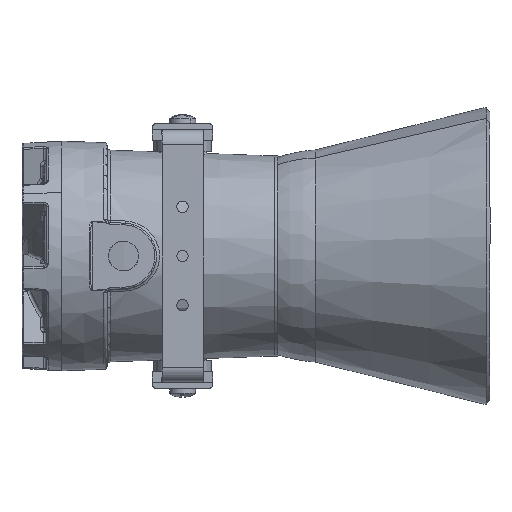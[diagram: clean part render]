
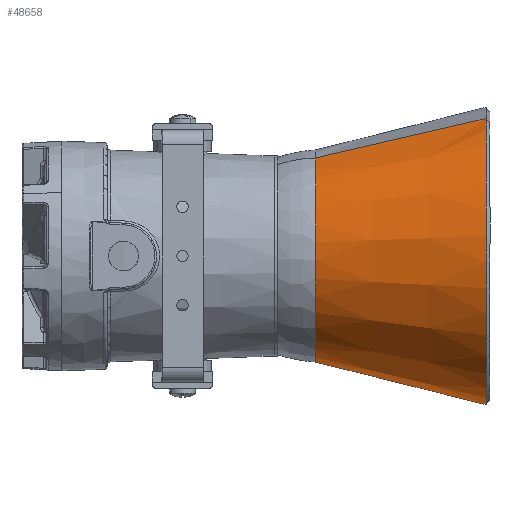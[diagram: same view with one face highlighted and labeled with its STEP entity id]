
A CAD part, front view. The second image highlights one B-rep face of the part: STEP entity #48658.
In plain terms, the highlighted conical face has half-angle 14.048 degrees and reference radius 90.695 mm.
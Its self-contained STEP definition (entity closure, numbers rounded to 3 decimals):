
#2752 = VERTEX_POINT ( 'NONE', #3730 ) ;
#3730 = CARTESIAN_POINT ( 'NONE',  ( -19.019, -64.686, 0. ) ) ;
#6032 = ORIENTED_EDGE ( 'NONE', *, *, #21156, .F. ) ;
#7447 = LINE ( 'NONE', #59349, #24723 ) ;
#7704 = ORIENTED_EDGE ( 'NONE', *, *, #57926, .F. ) ;
#7887 = VECTOR ( 'NONE', #41425, 1000. ) ;
#8448 = CARTESIAN_POINT ( 'NONE',  ( -122.967, 90.695, 0. ) ) ;
#10825 = FACE_OUTER_BOUND ( 'NONE', #24233, .T. ) ;
#13893 = CIRCLE ( 'NONE', #54586, 64.686 ) ;
#15726 = DIRECTION ( 'NONE',  ( -0.97, -0.243, 0. ) ) ;
#16850 = DIRECTION ( 'NONE',  ( 0., -1., 0. ) ) ;
#19230 = DIRECTION ( 'NONE',  ( 0., 1., 0. ) ) ;
#21156 = EDGE_CURVE ( 'NONE', #2752, #21772, #7447, .T. ) ;
#21772 = VERTEX_POINT ( 'NONE', #49961 ) ;
#21979 = CARTESIAN_POINT ( 'NONE',  ( -122.967, 90.695, 0. ) ) ;
#24007 = DIRECTION ( 'NONE',  ( 1., 0., 0. ) ) ;
#24233 = EDGE_LOOP ( 'NONE', ( #7704, #41743, #47941, #6032 ) ) ;
#24723 = VECTOR ( 'NONE', #15726, 1000. ) ;
#24951 = EDGE_CURVE ( 'NONE', #55486, #21772, #44345, .T. ) ;
#24986 = AXIS2_PLACEMENT_3D ( 'NONE', #51635, #52550, #27085 ) ;
#27085 = DIRECTION ( 'NONE',  ( 0., 1., 0. ) ) ;
#33271 = CARTESIAN_POINT ( 'NONE',  ( -19.019, 0., 0. ) ) ;
#33430 = CARTESIAN_POINT ( 'NONE',  ( -19.019, 64.686, 0. ) ) ;
#35352 = DIRECTION ( 'NONE',  ( -1., 0., 0. ) ) ;
#40416 = CARTESIAN_POINT ( 'NONE',  ( -122.967, 0., 0. ) ) ;
#40895 = CONICAL_SURFACE ( 'NONE', #41957, 90.695, 0.245 ) ;
#41425 = DIRECTION ( 'NONE',  ( -0.97, 0.243, 0. ) ) ;
#41743 = ORIENTED_EDGE ( 'NONE', *, *, #58442, .T. ) ;
#41957 = AXIS2_PLACEMENT_3D ( 'NONE', #40416, #35352, #16850 ) ;
#44345 = CIRCLE ( 'NONE', #24986, 90.695 ) ;
#46226 = LINE ( 'NONE', #21979, #7887 ) ;
#47941 = ORIENTED_EDGE ( 'NONE', *, *, #24951, .T. ) ;
#48658 = ADVANCED_FACE ( 'NONE', ( #10825 ), #40895, .T. ) ;
#49961 = CARTESIAN_POINT ( 'NONE',  ( -122.967, -90.695, 0. ) ) ;
#50818 = VERTEX_POINT ( 'NONE', #33430 ) ;
#51635 = CARTESIAN_POINT ( 'NONE',  ( -122.967, 0., 0. ) ) ;
#52550 = DIRECTION ( 'NONE',  ( 1., 0., 0. ) ) ;
#54586 = AXIS2_PLACEMENT_3D ( 'NONE', #33271, #24007, #19230 ) ;
#55486 = VERTEX_POINT ( 'NONE', #8448 ) ;
#57926 = EDGE_CURVE ( 'NONE', #50818, #2752, #13893, .T. ) ;
#58442 = EDGE_CURVE ( 'NONE', #50818, #55486, #46226, .T. ) ;
#59349 = CARTESIAN_POINT ( 'NONE',  ( -122.967, -90.695, 0. ) ) ;
